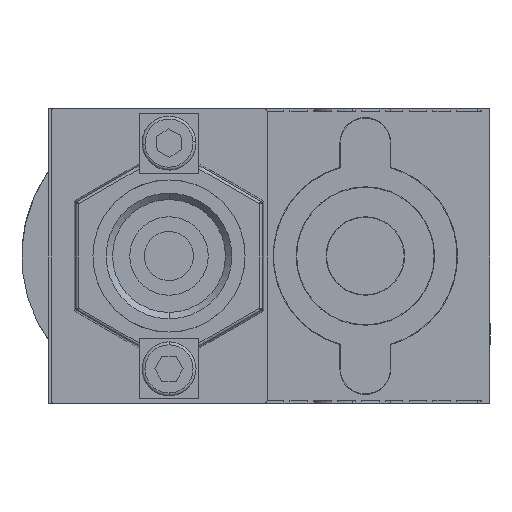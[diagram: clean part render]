
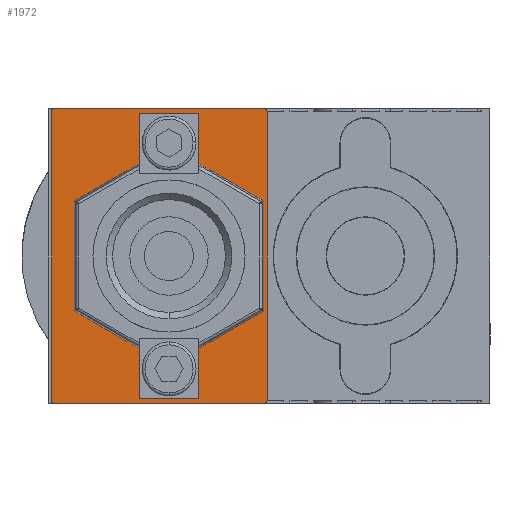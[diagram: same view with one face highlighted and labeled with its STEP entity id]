
A CAD part, left-side view. The second image highlights one B-rep face of the part: STEP entity #1972.
In plain terms, the highlighted planar face has unit normal (-1, 0, 0).
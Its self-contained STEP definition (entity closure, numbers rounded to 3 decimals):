
#1972=ADVANCED_FACE('',(#4275,#4276),#4277,.T.);
#4275=FACE_BOUND('',#8189,.T.);
#4276=FACE_OUTER_BOUND('',#8190,.T.);
#4277=PLANE('',#8191);
#8189=EDGE_LOOP('',(#14092,#14093,#14094,#14095,#14096,#14097,#14098,#14099,#14100,#14101,#14102,#14103,#14104,#14105,#14106,#14107));
#8190=EDGE_LOOP('',(#14108,#14109,#14110,#14111,#14112,#14113,#14114,#14115));
#8191=AXIS2_PLACEMENT_3D('',#14116,#14117,#14118);
#14092=ORIENTED_EDGE('',*,*,#18652,.F.);
#14093=ORIENTED_EDGE('',*,*,#18653,.T.);
#14094=ORIENTED_EDGE('',*,*,#18654,.F.);
#14095=ORIENTED_EDGE('',*,*,#18655,.T.);
#14096=ORIENTED_EDGE('',*,*,#18656,.T.);
#14097=ORIENTED_EDGE('',*,*,#18657,.T.);
#14098=ORIENTED_EDGE('',*,*,#18658,.T.);
#14099=ORIENTED_EDGE('',*,*,#18631,.T.);
#14100=ORIENTED_EDGE('',*,*,#18659,.T.);
#14101=ORIENTED_EDGE('',*,*,#18660,.F.);
#14102=ORIENTED_EDGE('',*,*,#18661,.T.);
#14103=ORIENTED_EDGE('',*,*,#18636,.F.);
#14104=ORIENTED_EDGE('',*,*,#18662,.T.);
#14105=ORIENTED_EDGE('',*,*,#18663,.F.);
#14106=ORIENTED_EDGE('',*,*,#18664,.T.);
#14107=ORIENTED_EDGE('',*,*,#18665,.F.);
#14108=ORIENTED_EDGE('',*,*,#18666,.F.);
#14109=ORIENTED_EDGE('',*,*,#18667,.T.);
#14110=ORIENTED_EDGE('',*,*,#18668,.T.);
#14111=ORIENTED_EDGE('',*,*,#18669,.T.);
#14112=ORIENTED_EDGE('',*,*,#18670,.F.);
#14113=ORIENTED_EDGE('',*,*,#18671,.T.);
#14114=ORIENTED_EDGE('',*,*,#18672,.T.);
#14115=ORIENTED_EDGE('',*,*,#18673,.T.);
#14116=CARTESIAN_POINT('',(-4.0,-10.,15.0));
#14117=DIRECTION('',(-1.0,0.,0.));
#14118=DIRECTION('',(0.,0.,1.0));
#18631=EDGE_CURVE('',#22582,#22587,#22589,.T.);
#18636=EDGE_CURVE('',#22596,#22591,#22598,.T.);
#18652=EDGE_CURVE('',#22626,#22627,#22628,.T.);
#18653=EDGE_CURVE('',#22626,#22629,#22630,.T.);
#18654=EDGE_CURVE('',#22631,#22629,#22632,.T.);
#18655=EDGE_CURVE('',#22631,#22633,#22634,.T.);
#18656=EDGE_CURVE('',#22633,#22635,#22636,.T.);
#18657=EDGE_CURVE('',#22635,#22637,#22638,.T.);
#18658=EDGE_CURVE('',#22637,#22582,#22639,.T.);
#18659=EDGE_CURVE('',#22587,#22640,#22641,.T.);
#18660=EDGE_CURVE('',#22642,#22640,#22643,.T.);
#18661=EDGE_CURVE('',#22642,#22591,#22644,.T.);
#18662=EDGE_CURVE('',#22596,#22645,#22646,.T.);
#18663=EDGE_CURVE('',#22647,#22645,#22648,.T.);
#18664=EDGE_CURVE('',#22647,#22649,#22650,.T.);
#18665=EDGE_CURVE('',#22627,#22649,#22651,.T.);
#18666=EDGE_CURVE('',#22652,#22653,#22654,.T.);
#18667=EDGE_CURVE('',#22652,#22655,#22656,.T.);
#18668=EDGE_CURVE('',#22655,#22657,#22658,.T.);
#18669=EDGE_CURVE('',#22657,#22659,#22660,.T.);
#18670=EDGE_CURVE('',#22661,#22659,#22662,.T.);
#18671=EDGE_CURVE('',#22661,#22663,#22664,.T.);
#18672=EDGE_CURVE('',#22663,#22665,#22666,.T.);
#18673=EDGE_CURVE('',#22665,#22653,#22667,.T.);
#22582=VERTEX_POINT('',#28691);
#22587=VERTEX_POINT('',#28698);
#22589=LINE('',#28701,#28702);
#22591=VERTEX_POINT('',#28704);
#22596=VERTEX_POINT('',#28711);
#22598=LINE('',#28714,#28715);
#22626=VERTEX_POINT('',#28755);
#22627=VERTEX_POINT('',#28756);
#22628=LINE('',#28757,#28758);
#22629=VERTEX_POINT('',#28759);
#22630=LINE('',#28760,#28761);
#22631=VERTEX_POINT('',#28762);
#22632=LINE('',#28763,#28764);
#22633=VERTEX_POINT('',#28765);
#22634=LINE('',#28766,#28767);
#22635=VERTEX_POINT('',#28768);
#22636=(B_SPLINE_CURVE(3,(#28770,#28771,#28772,#28773),.UNSPECIFIED.,.F.,.F.)B_SPLINE_CURVE_WITH_KNOTS((4,4),(2.618,3.665),.UNSPECIFIED.)RATIONAL_B_SPLINE_CURVE((1.0,0.911,0.911,1.0))BOUNDED_CURVE()REPRESENTATION_ITEM('')GEOMETRIC_REPRESENTATION_ITEM()CURVE());
#22637=VERTEX_POINT('',#28780);
#22638=LINE('',#28781,#28782);
#22639=(B_SPLINE_CURVE(3,(#28784,#28785,#28786,#28787),.UNSPECIFIED.,.F.,.F.)B_SPLINE_CURVE_WITH_KNOTS((4,4),(2.618,3.665),.UNSPECIFIED.)RATIONAL_B_SPLINE_CURVE((1.0,0.911,0.911,1.0))BOUNDED_CURVE()REPRESENTATION_ITEM('')GEOMETRIC_REPRESENTATION_ITEM()CURVE());
#22640=VERTEX_POINT('',#28794);
#22641=LINE('',#28795,#28796);
#22642=VERTEX_POINT('',#28797);
#22643=LINE('',#28798,#28799);
#22644=LINE('',#28800,#28801);
#22645=VERTEX_POINT('',#28802);
#22646=(B_SPLINE_CURVE(3,(#28804,#28805,#28806,#28807),.UNSPECIFIED.,.F.,.F.)B_SPLINE_CURVE_WITH_KNOTS((4,4),(2.618,3.665),.UNSPECIFIED.)RATIONAL_B_SPLINE_CURVE((1.0,0.911,0.911,1.0))BOUNDED_CURVE()REPRESENTATION_ITEM('')GEOMETRIC_REPRESENTATION_ITEM()CURVE());
#22647=VERTEX_POINT('',#28814);
#22648=LINE('',#28815,#28816);
#22649=VERTEX_POINT('',#28817);
#22650=(B_SPLINE_CURVE(3,(#28819,#28820,#28821,#28822),.UNSPECIFIED.,.F.,.F.)B_SPLINE_CURVE_WITH_KNOTS((4,4),(2.618,3.665),.UNSPECIFIED.)RATIONAL_B_SPLINE_CURVE((1.0,0.911,0.911,1.0))BOUNDED_CURVE()REPRESENTATION_ITEM('')GEOMETRIC_REPRESENTATION_ITEM()CURVE());
#22651=LINE('',#28829,#28830);
#22652=VERTEX_POINT('',#28831);
#22653=VERTEX_POINT('',#28832);
#22654=LINE('',#28833,#28834);
#22655=VERTEX_POINT('',#28835);
#22656=CIRCLE('',#28836,0.3);
#22657=VERTEX_POINT('',#28837);
#22658=LINE('',#28838,#28839);
#22659=VERTEX_POINT('',#28840);
#22660=CIRCLE('',#28841,0.3);
#22661=VERTEX_POINT('',#28842);
#22662=LINE('',#28843,#28844);
#22663=VERTEX_POINT('',#28845);
#22664=CIRCLE('',#28846,0.3);
#22665=VERTEX_POINT('',#28847);
#22666=LINE('',#28848,#28849);
#22667=CIRCLE('',#28850,0.3);
#28691=CARTESIAN_POINT('',(-4.0,9.507,5.662));
#28698=CARTESIAN_POINT('',(-4.0,3.05,9.39));
#28701=CARTESIAN_POINT('',(-4.0,4.829,8.363));
#28702=VECTOR('',#32844,1000.0);
#28704=CARTESIAN_POINT('',(-4.0,-3.05,9.39));
#28711=CARTESIAN_POINT('',(-4.0,-9.507,5.662));
#28714=CARTESIAN_POINT('',(-4.0,-19.079,0.136));
#28715=VECTOR('',#32848,1000.0);
#28755=CARTESIAN_POINT('',(-4.0,-3.05,-14.55));
#28756=CARTESIAN_POINT('',(-4.0,-3.05,-9.39));
#28757=CARTESIAN_POINT('',(-4.0,-3.05,15.0));
#28758=VECTOR('',#32864,1000.0);
#28759=CARTESIAN_POINT('',(-4.0,3.05,-14.55));
#28760=CARTESIAN_POINT('',(-4.0,-10.,-14.55));
#28761=VECTOR('',#32865,1000.0);
#28762=CARTESIAN_POINT('',(-4.0,3.05,-9.39));
#28763=CARTESIAN_POINT('',(-4.0,3.05,15.0));
#28764=VECTOR('',#32866,1000.0);
#28765=CARTESIAN_POINT('',(-4.0,9.507,-5.662));
#28766=CARTESIAN_POINT('',(-4.0,-9.421,-16.591));
#28767=VECTOR('',#32867,1000.0);
#28768=CARTESIAN_POINT('',(-4.0,9.657,-5.402));
#28770=CARTESIAN_POINT('',(-4.0,9.507,-5.662));
#28771=CARTESIAN_POINT('',(-4.0,9.602,-5.607));
#28772=CARTESIAN_POINT('',(-4.0,9.657,-5.512));
#28773=CARTESIAN_POINT('',(-4.0,9.657,-5.402));
#28780=CARTESIAN_POINT('',(-4.0,9.657,5.402));
#28781=CARTESIAN_POINT('',(-4.0,9.657,-16.454));
#28782=VECTOR('',#32868,1000.0);
#28784=CARTESIAN_POINT('',(-4.0,9.657,5.402));
#28785=CARTESIAN_POINT('',(-4.0,9.657,5.512));
#28786=CARTESIAN_POINT('',(-4.0,9.602,5.607));
#28787=CARTESIAN_POINT('',(-4.0,9.507,5.662));
#28794=CARTESIAN_POINT('',(-4.0,3.05,14.55));
#28795=CARTESIAN_POINT('',(-4.0,3.05,15.0));
#28796=VECTOR('',#32869,1000.0);
#28797=CARTESIAN_POINT('',(-4.0,-3.05,14.55));
#28798=CARTESIAN_POINT('',(-4.0,-10.0,14.55));
#28799=VECTOR('',#32870,1000.0);
#28800=CARTESIAN_POINT('',(-4.0,-3.05,15.0));
#28801=VECTOR('',#32871,1000.0);
#28802=CARTESIAN_POINT('',(-4.0,-9.657,5.402));
#28804=CARTESIAN_POINT('',(-4.0,-9.507,5.662));
#28805=CARTESIAN_POINT('',(-4.0,-9.602,5.607));
#28806=CARTESIAN_POINT('',(-4.0,-9.657,5.512));
#28807=CARTESIAN_POINT('',(-4.0,-9.657,5.402));
#28814=CARTESIAN_POINT('',(-4.0,-9.657,-5.402));
#28815=CARTESIAN_POINT('',(-4.0,-9.657,-16.454));
#28816=VECTOR('',#32872,1000.0);
#28817=CARTESIAN_POINT('',(-4.0,-9.507,-5.662));
#28819=CARTESIAN_POINT('',(-4.0,-9.657,-5.402));
#28820=CARTESIAN_POINT('',(-4.0,-9.657,-5.512));
#28821=CARTESIAN_POINT('',(-4.0,-9.602,-5.607));
#28822=CARTESIAN_POINT('',(-4.0,-9.507,-5.662));
#28829=CARTESIAN_POINT('',(-4.0,-4.829,-8.363));
#28830=VECTOR('',#32873,1000.0);
#28831=CARTESIAN_POINT('',(-4.0,-9.7,-15.0));
#28832=CARTESIAN_POINT('',(-4.0,11.7,-15.0));
#28833=CARTESIAN_POINT('',(-4.0,-10.0,-15.0));
#28834=VECTOR('',#32874,1000.0);
#28835=CARTESIAN_POINT('',(-4.0,-10.0,-14.7));
#28836=AXIS2_PLACEMENT_3D('',#32875,#32876,#32877);
#28837=CARTESIAN_POINT('',(-4.0,-10.,14.7));
#28838=CARTESIAN_POINT('',(-4.0,-10.0,-15.0));
#28839=VECTOR('',#32878,1000.0);
#28840=CARTESIAN_POINT('',(-4.0,-9.7,15.0));
#28841=AXIS2_PLACEMENT_3D('',#32879,#32880,#32881);
#28842=CARTESIAN_POINT('',(-4.0,11.7,15.0));
#28843=CARTESIAN_POINT('',(-4.0,12.0,15.0));
#28844=VECTOR('',#32882,1000.0);
#28845=CARTESIAN_POINT('',(-4.0,12.0,14.7));
#28846=AXIS2_PLACEMENT_3D('',#32883,#32884,#32885);
#28847=CARTESIAN_POINT('',(-4.0,12.0,-14.7));
#28848=CARTESIAN_POINT('',(-4.0,12.0,15.0));
#28849=VECTOR('',#32886,1000.0);
#28850=AXIS2_PLACEMENT_3D('',#32887,#32888,#32889);
#32844=DIRECTION('',(0.,-0.866,0.5));
#32848=DIRECTION('',(0.,0.866,0.5));
#32864=DIRECTION('',(0.,0.,1.0));
#32865=DIRECTION('',(0.,1.0,0.));
#32866=DIRECTION('',(0.,0.,-1.0));
#32867=DIRECTION('',(0.,0.866,0.5));
#32868=DIRECTION('',(0.,0.,1.0));
#32869=DIRECTION('',(0.,0.,1.0));
#32870=DIRECTION('',(0.,1.0,0.));
#32871=DIRECTION('',(0.0,0.,-1.0));
#32872=DIRECTION('',(0.,0.,1.0));
#32873=DIRECTION('',(0.,-0.866,0.5));
#32874=DIRECTION('',(0.,1.0,0.));
#32875=CARTESIAN_POINT('',(-4.0,-9.7,-14.7));
#32876=DIRECTION('',(-1.0,0.,0.));
#32877=DIRECTION('',(0.,0.,1.0));
#32878=DIRECTION('',(0.,0.,1.0));
#32879=CARTESIAN_POINT('',(-4.0,-9.7,14.7));
#32880=DIRECTION('',(-1.0,0.,0.));
#32881=DIRECTION('',(0.,0.,1.0));
#32882=DIRECTION('',(0.,-1.0,0.));
#32883=CARTESIAN_POINT('',(-4.0,11.7,14.7));
#32884=DIRECTION('',(-1.0,0.,0.));
#32885=DIRECTION('',(0.,0.,1.0));
#32886=DIRECTION('',(0.,0.,-1.0));
#32887=CARTESIAN_POINT('',(-4.0,11.7,-14.7));
#32888=DIRECTION('',(-1.0,0.,0.));
#32889=DIRECTION('',(0.,0.,1.0));
